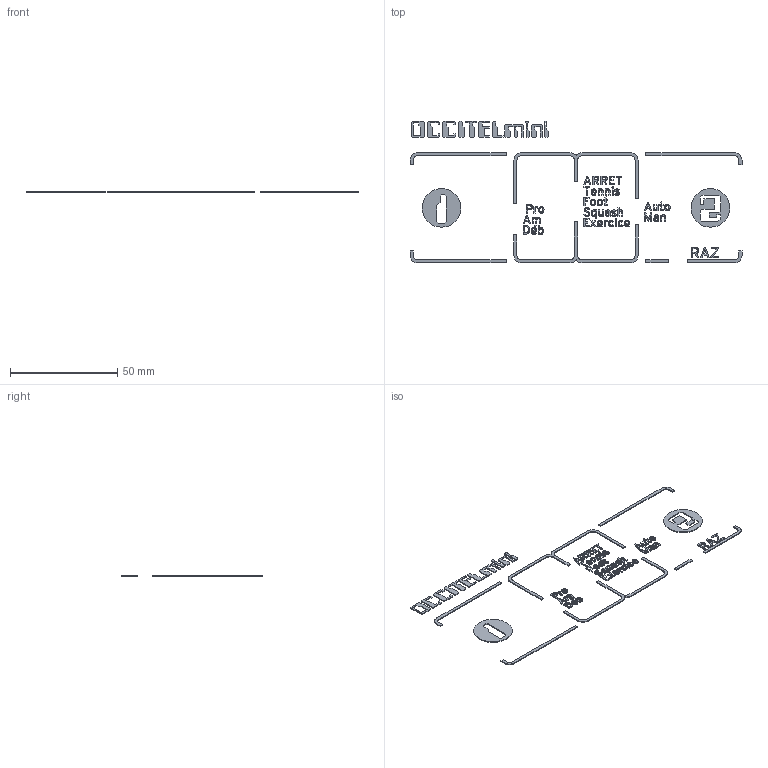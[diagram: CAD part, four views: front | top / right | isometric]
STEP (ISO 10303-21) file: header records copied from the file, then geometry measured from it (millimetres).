
FILE_DESCRIPTION(/* description */ (''),/* implementation_level */ '2;1');
FILE_NAME(/* name */ 'serigraphie.step',/* time_stamp */ '2024-11-19T14:14:31+01:00',/* author */ (''),/* organization */ (''),/* preprocessor_version */ 'ST-DEVELOPER v20',/* originating_system */ 'Autodesk Translation Framework v13.20.0.188',/* authorisation */ '');
FILE_SCHEMA (('AUTOMOTIVE_DESIGN { 1 0 10303 214 3 1 1 }'));
Length unit declared in the file: millimetre
Products named in the file (3): Newccitel; Case; Serigraphie
Assembly tree (2 placements, depth 3):
  Newccitel
    Case
      Serigraphie
Bounding box: 154.6 x 66.06 x 0.4 mm (x, y, z)
Volume: 549.8 mm3; surface area: 3606.7 mm2
Topology: 72 solids, 72 shells, 1343 faces, 3625 edges, 2412 vertices
Faces by surface type: plane 723, bspline 594, cylinder 26
Full cylindrical faces by diameter (mm): 18 x2
Entity records: 48287 total; most frequent: CARTESIAN_POINT 18598, ORIENTED_EDGE 7194, DIRECTION 3971, EDGE_CURVE 3597, VERTEX_POINT 2398, LINE 2357, VECTOR 2357, EDGE_LOOP 1391
